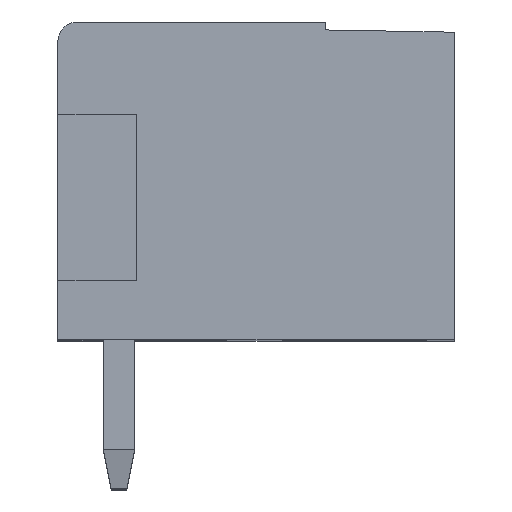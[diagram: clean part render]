
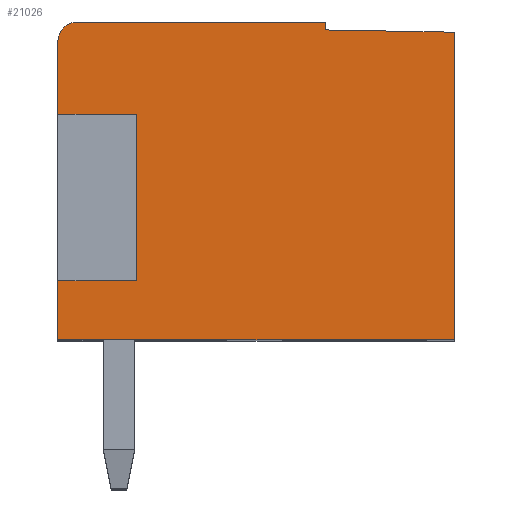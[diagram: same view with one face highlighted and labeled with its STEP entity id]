
A CAD part, top view. The second image highlights one B-rep face of the part: STEP entity #21026.
In plain terms, the highlighted planar face has unit normal (0, 0, 1).
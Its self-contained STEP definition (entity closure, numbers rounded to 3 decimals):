
#207=DIRECTION('',(-1.,0.,0.));
#208=VECTOR('',#207,6.326);
#209=CARTESIAN_POINT('',(-13.889,8.199,168.212));
#210=LINE('',#209,#208);
#7509=DIRECTION('',(0.,-1.,0.));
#7510=VECTOR('',#7509,7.84);
#7511=CARTESIAN_POINT('',(-10.615,7.94,168.212));
#7512=LINE('',#7511,#7510);
#7513=DIRECTION('',(-1.,0.,0.));
#7514=VECTOR('',#7513,10.1);
#7515=CARTESIAN_POINT('',(-10.615,0.099,
168.212));
#7516=LINE('',#7515,#7514);
#7517=DIRECTION('',(0.,1.,0.));
#7518=VECTOR('',#7517,1.5);
#7519=CARTESIAN_POINT('',(-20.715,0.099,
168.212));
#7520=LINE('',#7519,#7518);
#7521=DIRECTION('',(1.,0.,0.));
#7522=VECTOR('',#7521,2.);
#7523=CARTESIAN_POINT('',(-20.715,1.599,168.212));
#7524=LINE('',#7523,#7522);
#7525=DIRECTION('',(0.,1.,0.));
#7526=VECTOR('',#7525,1.85);
#7527=CARTESIAN_POINT('',(-20.715,5.849,168.212));
#7528=LINE('',#7527,#7526);
#7529=CARTESIAN_POINT('',(-20.215,7.699,168.212));
#7530=DIRECTION('',(0.,0.,-1.));
#7531=DIRECTION('',(-1.,0.,0.));
#7532=AXIS2_PLACEMENT_3D('',#7529,#7530,#7531);
#7534=DIRECTION('',(0.,-1.,0.));
#7535=VECTOR('',#7534,0.202);
#7536=CARTESIAN_POINT('',(-13.889,8.199,168.212));
#7537=LINE('',#7536,#7535);
#7538=DIRECTION('',(1.,-0.017,0.));
#7539=VECTOR('',#7538,3.274);
#7540=CARTESIAN_POINT('',(-13.889,7.997,168.212));
#7541=LINE('',#7540,#7539);
#7570=DIRECTION('',(1.,0.,0.));
#7571=VECTOR('',#7570,2.);
#7572=CARTESIAN_POINT('',(-20.715,5.849,168.212));
#7573=LINE('',#7572,#7571);
#7578=DIRECTION('',(0.,-1.,0.));
#7579=VECTOR('',#7578,4.25);
#7580=CARTESIAN_POINT('',(-18.715,5.849,168.212));
#7581=LINE('',#7580,#7579);
#7582=CARTESIAN_POINT('',(-10.615,7.94,168.212));
#7583=CARTESIAN_POINT('',(-10.615,0.099,
168.212));
#7584=VERTEX_POINT('',#7582);
#7585=VERTEX_POINT('',#7583);
#7818=CARTESIAN_POINT('',(-20.715,5.849,168.212));
#7819=CARTESIAN_POINT('',(-20.715,7.699,168.212));
#7820=VERTEX_POINT('',#7818);
#7821=VERTEX_POINT('',#7819);
#7826=CARTESIAN_POINT('',(-20.715,1.599,168.212));
#7827=VERTEX_POINT('',#7826);
#7828=CARTESIAN_POINT('',(-20.715,0.099,
168.212));
#7829=VERTEX_POINT('',#7828);
#7858=CARTESIAN_POINT('',(-20.215,8.199,168.212));
#7859=VERTEX_POINT('',#7858);
#7860=CARTESIAN_POINT('',(-13.889,8.199,168.212));
#7861=VERTEX_POINT('',#7860);
#7862=CARTESIAN_POINT('',(-13.889,7.997,168.212));
#7863=VERTEX_POINT('',#7862);
#7864=CARTESIAN_POINT('',(-18.715,1.599,168.212));
#7865=VERTEX_POINT('',#7864);
#7866=CARTESIAN_POINT('',(-18.715,5.849,168.212));
#7867=VERTEX_POINT('',#7866);
#21005=CARTESIAN_POINT('',(-10.615,0.099,
168.212));
#21006=DIRECTION('',(0.,0.,-1.));
#21007=DIRECTION('',(0.,1.,0.));
#21008=AXIS2_PLACEMENT_3D('',#21005,#21006,#21007);
#21009=PLANE('',#21008);
#21010=ORIENTED_EDGE('',*,*,#9929,.T.);
#21011=ORIENTED_EDGE('',*,*,#10889,.T.);
#21012=ORIENTED_EDGE('',*,*,#10194,.T.);
#21014=ORIENTED_EDGE('',*,*,#21013,.T.);
#21016=ORIENTED_EDGE('',*,*,#21015,.F.);
#21018=ORIENTED_EDGE('',*,*,#21017,.F.);
#21019=ORIENTED_EDGE('',*,*,#10186,.T.);
#21020=ORIENTED_EDGE('',*,*,#10151,.T.);
#21021=ORIENTED_EDGE('',*,*,#10136,.F.);
#21022=ORIENTED_EDGE('',*,*,#10121,.T.);
#21023=ORIENTED_EDGE('',*,*,#10106,.T.);
#21024=EDGE_LOOP('',(#21010,#21011,#21012,#21014,#21016,#21018,#21019,#21020,
#21021,#21022,#21023));
#21025=FACE_OUTER_BOUND('',#21024,.F.);
#7533=CIRCLE('',#7532,0.5);
#9929=EDGE_CURVE('',#7584,#7585,#7512,.T.);
#10106=EDGE_CURVE('',#7863,#7584,#7541,.T.);
#10121=EDGE_CURVE('',#7861,#7863,#7537,.T.);
#10136=EDGE_CURVE('',#7861,#7859,#210,.T.);
#10151=EDGE_CURVE('',#7821,#7859,#7533,.T.);
#10186=EDGE_CURVE('',#7820,#7821,#7528,.T.);
#10194=EDGE_CURVE('',#7829,#7827,#7520,.T.);
#10889=EDGE_CURVE('',#7585,#7829,#7516,.T.);
#21013=EDGE_CURVE('',#7827,#7865,#7524,.T.);
#21015=EDGE_CURVE('',#7867,#7865,#7581,.T.);
#21017=EDGE_CURVE('',#7820,#7867,#7573,.T.);
#21026=ADVANCED_FACE('',(#21025),#21009,.F.);
